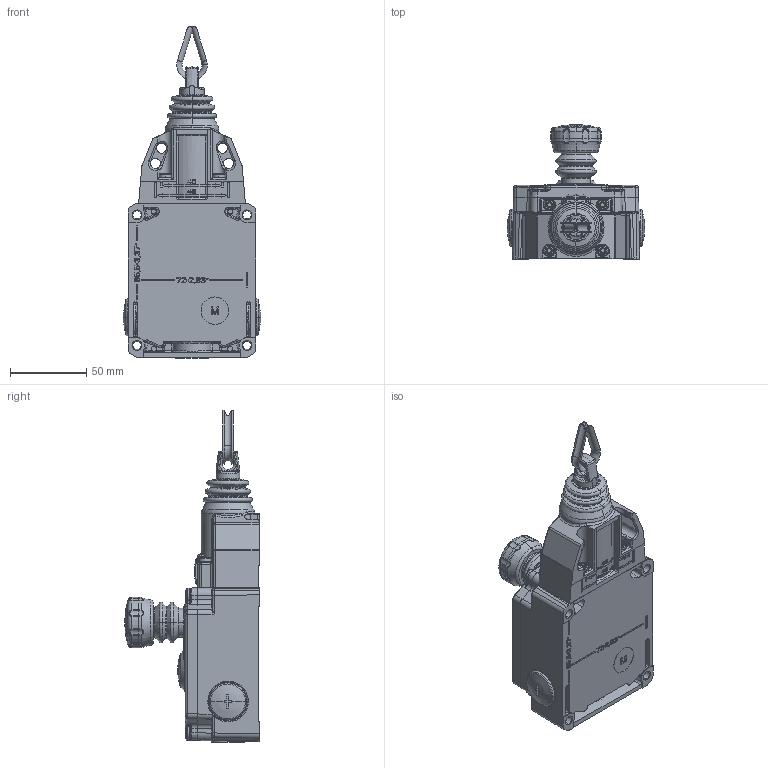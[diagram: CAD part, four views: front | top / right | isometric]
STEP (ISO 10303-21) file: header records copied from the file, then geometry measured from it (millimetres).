
FILE_DESCRIPTION((''),'2;1');
FILE_NAME('6012921089_SW0001','2008-01-09T',('K.Falk'),(''),'PRO/ENGINEER BY PARAMETRIC TECHNOLOGY CORPORATION, 2005070','PRO/ENGINEER BY PARAMETRIC TECHNOLOGY CORPORATION, 2005070','');
FILE_SCHEMA(('AUTOMOTIVE_DESIGN_CC2 { 1 2 10303 214 -1 1 5 2 }'));
Products named in the file (1): 6012921089_SW0001
Bounding box: 90.13 x 88 x 217.5 mm (x, y, z)
Surface area: 66580 mm2 (no closed solid volume)
Topology: 0 solids, 72 shells, 1549 faces, 5459 edges, 3924 vertices
Faces by surface type: cylinder 503, plane 447, bspline 261, torus 160, cone 99, sphere 79
Entity records: 99167 total; most frequent: CARTESIAN_POINT 27372, DIRECTION 8880, ORIENTED_EDGE 8731, PRESENTATION_STYLE_ASSIGNMENT 7022, STYLED_ITEM 5473, CURVE_STYLE 5451, EDGE_CURVE 5451, VERTEX_POINT 3924
